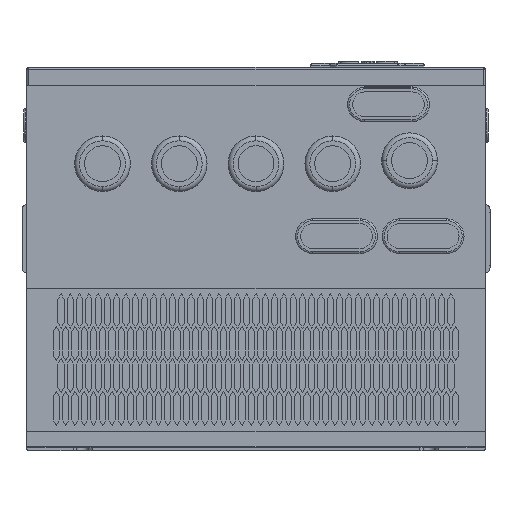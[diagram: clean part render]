
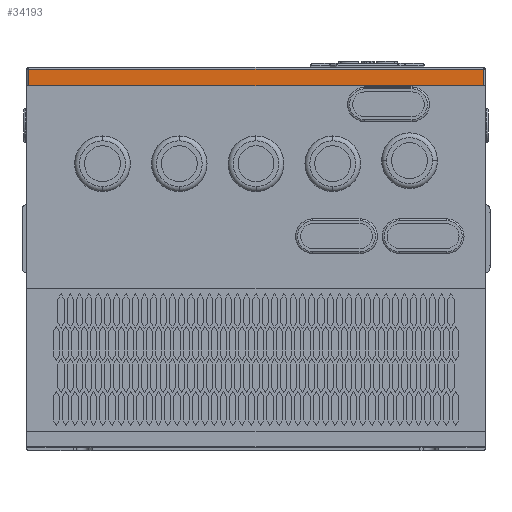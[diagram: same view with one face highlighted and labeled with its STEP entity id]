
A CAD part, front view. The second image highlights one B-rep face of the part: STEP entity #34193.
In plain terms, the highlighted planar face has unit normal (0, -1, 0).
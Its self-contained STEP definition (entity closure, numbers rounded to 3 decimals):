
#956 = CARTESIAN_POINT ( 'NONE',  ( 368.5, -690., 308.5 ) ) ;
#3279 = CARTESIAN_POINT ( 'NONE',  ( 0., -690., 310. ) ) ;
#4247 = CARTESIAN_POINT ( 'NONE',  ( 368.5, -690., 308.5 ) ) ;
#6675 = EDGE_CURVE ( 'NONE', #103443, #85193, #108926, .T. ) ;
#9283 = CARTESIAN_POINT ( 'NONE',  ( 368.5, -690., 295.2 ) ) ;
#10592 = ORIENTED_EDGE ( 'NONE', *, *, #33381, .F. ) ;
#17373 = CARTESIAN_POINT ( 'NONE',  ( 1.5, -690., 295.2 ) ) ;
#32968 = VERTEX_POINT ( 'NONE', #956 ) ;
#33381 = EDGE_CURVE ( 'NONE', #103443, #32968, #131942, .T. ) ;
#34193 = ADVANCED_FACE ( 'NONE', ( #101984 ), #69544, .T. ) ;
#34647 = CARTESIAN_POINT ( 'NONE',  ( 1.5, -690., 308.5 ) ) ;
#37690 = VECTOR ( 'NONE', #107847, 1000. ) ;
#44133 = EDGE_LOOP ( 'NONE', ( #10592, #97180, #103787, #88266 ) ) ;
#52314 = EDGE_CURVE ( 'NONE', #85193, #82088, #140978, .T. ) ;
#52737 = DIRECTION ( 'NONE',  ( 0., 0., -1. ) ) ;
#54157 = CARTESIAN_POINT ( 'NONE',  ( 1.5, -690., 308.5 ) ) ;
#60154 = DIRECTION ( 'NONE',  ( 0., -1., 0. ) ) ;
#69544 = PLANE ( 'NONE',  #77843 ) ;
#74084 = EDGE_CURVE ( 'NONE', #32968, #82088, #125257, .T. ) ;
#77843 = AXIS2_PLACEMENT_3D ( 'NONE', #3279, #60154, #125002 ) ;
#82088 = VERTEX_POINT ( 'NONE', #9283 ) ;
#82729 = DIRECTION ( 'NONE',  ( 0., 0., -1. ) ) ;
#82802 = CARTESIAN_POINT ( 'NONE',  ( 368.5, -690., 295.2 ) ) ;
#85193 = VERTEX_POINT ( 'NONE', #17373 ) ;
#86846 = CARTESIAN_POINT ( 'NONE',  ( 1.5, -690., 308.5 ) ) ;
#88266 = ORIENTED_EDGE ( 'NONE', *, *, #74084, .F. ) ;
#96820 = VECTOR ( 'NONE', #82729, 1000. ) ;
#97180 = ORIENTED_EDGE ( 'NONE', *, *, #6675, .T. ) ;
#101614 = DIRECTION ( 'NONE',  ( 1., 0., 0. ) ) ;
#101984 = FACE_OUTER_BOUND ( 'NONE', #44133, .T. ) ;
#103443 = VERTEX_POINT ( 'NONE', #86846 ) ;
#103787 = ORIENTED_EDGE ( 'NONE', *, *, #52314, .T. ) ;
#107847 = DIRECTION ( 'NONE',  ( 1., 0., 0. ) ) ;
#108926 = LINE ( 'NONE', #54157, #116999 ) ;
#109873 = VECTOR ( 'NONE', #101614, 1000. ) ;
#116999 = VECTOR ( 'NONE', #52737, 1000. ) ;
#125002 = DIRECTION ( 'NONE',  ( 0., 0., -1. ) ) ;
#125257 = LINE ( 'NONE', #4247, #96820 ) ;
#131942 = LINE ( 'NONE', #34647, #109873 ) ;
#140978 = LINE ( 'NONE', #82802, #37690 ) ;
